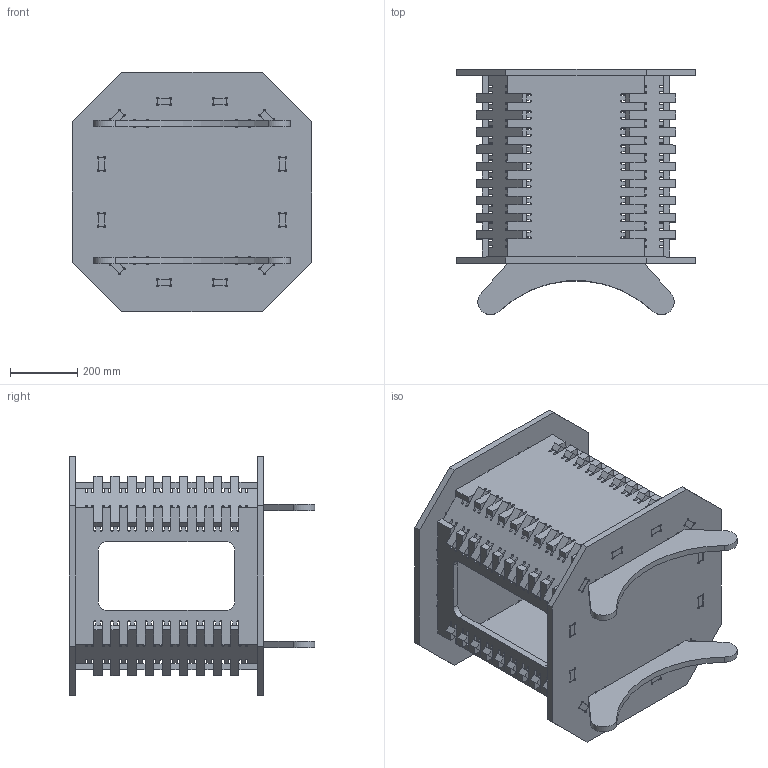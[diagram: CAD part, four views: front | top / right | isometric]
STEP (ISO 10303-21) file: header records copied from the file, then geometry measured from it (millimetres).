
FILE_DESCRIPTION (( 'STEP AP214' ), '1' );
FILE_NAME ('record cabinet.STEP', '2025-03-12T10:59:59', ( '' ), ( '' ), 'SwSTEP 2.0', 'SolidWorks 2024', '' );
FILE_SCHEMA (( 'AUTOMOTIVE_DESIGN' ));
Length unit declared in the file: inch
Products named in the file (1): record cabinet
Bounding box: 711.2 x 730.12 x 711.2 mm (x, y, z)
Volume: 35909187.6 mm3; surface area: 4764300.7 mm2
Topology: 12 solids, 12 shells, 2012 faces, 5964 edges, 3976 vertices
Faces by surface type: plane 1222, cylinder 790
Entity records: 67696 total; most frequent: CARTESIAN_POINT 11953, ORIENTED_EDGE 11928, DIRECTION 11570, EDGE_CURVE 5964, LINE 4384, VECTOR 4384, VERTEX_POINT 3976, AXIS2_PLACEMENT_3D 3593
